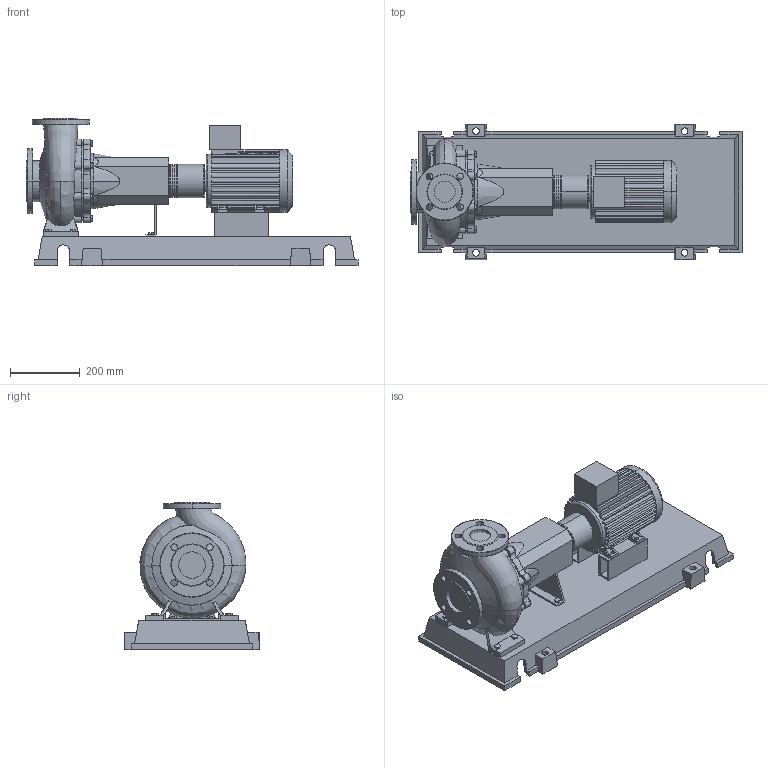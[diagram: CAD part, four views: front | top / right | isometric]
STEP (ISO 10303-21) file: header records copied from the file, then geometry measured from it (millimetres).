
FILE_DESCRIPTION((''),'2;1');
FILE_NAME('3d_NL50_160-1.1-4-05-4109052.stp','2015-03-03T07:43:45',(''),(''),'Mechanical Desktop 2009','Mechanical Desktop 2009',', , ');
FILE_SCHEMA(('CONFIG_CONTROL_DESIGN'));
Length unit declared in the file: millimetre
Products named in the file (1): Product
Bounding box: 955 x 390 x 423 mm (x, y, z)
Volume: 25142293.1 mm3; surface area: 2206912.3 mm2
Topology: 13 solids, 13 shells, 809 faces, 2156 edges, 1417 vertices
Faces by surface type: plane 429, bspline 197, cylinder 169, cone 8, torus 6
Entity records: 29658 total; most frequent: CARTESIAN_POINT 9599, ORIENTED_EDGE 4314, DIRECTION 3897, EDGE_CURVE 2157, VECTOR 1423, LINE 1423, VERTEX_POINT 1416, AXIS2_PLACEMENT_3D 1237
